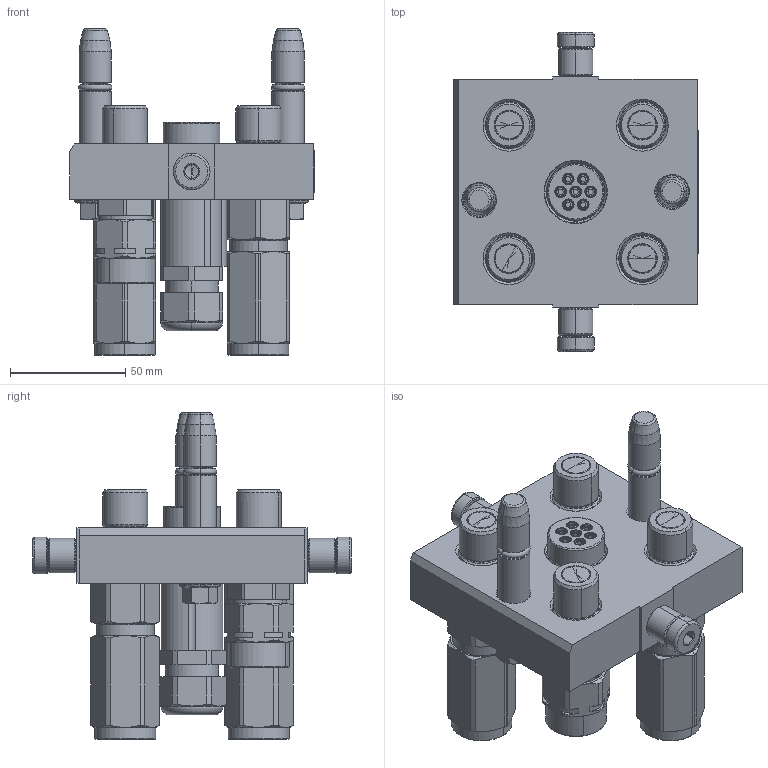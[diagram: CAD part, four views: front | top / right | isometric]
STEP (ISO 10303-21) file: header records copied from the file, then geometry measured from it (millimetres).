
FILE_DESCRIPTION (( 'STEP AP214' ), '1' );
FILE_NAME ('FASTER.step', '2025-01-16T14:15:28', ( '' ), ( '' ), 'SwSTEP 2.0', 'SolidWorks 2017', '' );
FILE_SCHEMA (( 'AUTOMOTIVE_DESIGN' ));
Length unit declared in the file: millimetre
Products named in the file (15): FASTER; conn_7p_m; corspel08-7_m; 4830_044_0000_000; 3ffnp38-12g_m; or2_62x9_19_m; P506-1_M_BASE; et002; 1540_080_0008_000; 2ffnp38_gas_m2v; 4830_013_3000_030; 4830_028_1000_011; 4830_010_0000_011; 4830_021_0000_000
Assembly tree (23 placements, depth 3):
  FASTER
    P506-1_M_BASE
      4830_010_0000_011
      4830_021_0000_000  x2
      1540_080_0008_000  x2
      4830_013_3000_030  x2
      4830_028_1000_011  x2
      or2_62x9_19_m  x2
    3ffnp38-12g_m  x3
      3ffnp38-12g_m
    2ffnp38_gas_m2v
    conn_7p_m
      4830_044_0000_000  x3
      corspel08-7_m
    et002
Bounding box: 106.3 x 138.6 x 141.8 mm (x, y, z)
Volume: 22230.1 mm3; surface area: 126684 mm2
Topology: 6 solids, 62 shells, 2180 faces, 5985 edges, 3911 vertices
Faces by surface type: plane 1110, cylinder 427, cone 381, torus 133, bspline 123, sphere 6
Entity records: 63181 total; most frequent: CARTESIAN_POINT 17992, ORIENTED_EDGE 8556, DIRECTION 8160, EDGE_CURVE 4415, VERTEX_POINT 2885, VECTOR 2846, LINE 2846, AXIS2_PLACEMENT_3D 2657
